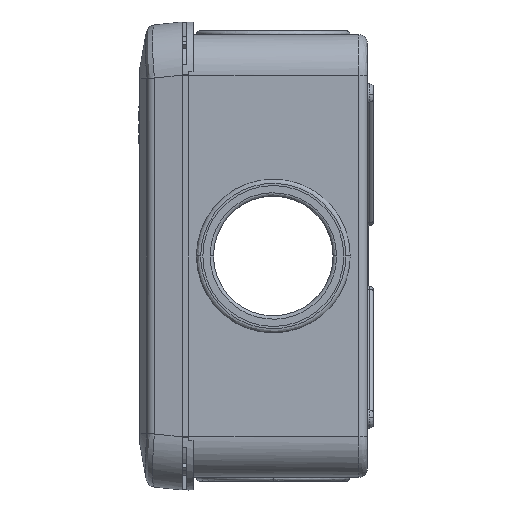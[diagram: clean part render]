
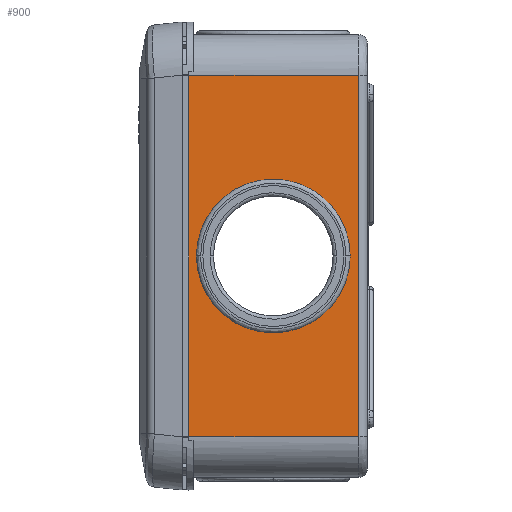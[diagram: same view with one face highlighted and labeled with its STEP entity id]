
A CAD part, left-side view. The second image highlights one B-rep face of the part: STEP entity #900.
In plain terms, the highlighted planar face has unit normal (-1, 0, 0).
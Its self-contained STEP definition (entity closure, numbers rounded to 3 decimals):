
#173 = EDGE_CURVE ( 'NONE', #56852, #92144, #61193, .T. ) ;
#900 = ADVANCED_FACE ( 'NONE', ( #19895, #44791 ), #93738, .F. ) ;
#10273 = DIRECTION ( 'NONE',  ( 0., -1., 0. ) ) ;
#12043 = AXIS2_PLACEMENT_3D ( 'NONE', #64359, #58046, #10273 ) ;
#13482 = EDGE_LOOP ( 'NONE', ( #60262, #62550 ) ) ;
#15274 = ORIENTED_EDGE ( 'NONE', *, *, #28669, .F. ) ;
#19895 = FACE_OUTER_BOUND ( 'NONE', #81418, .T. ) ;
#20373 = CIRCLE ( 'NONE', #31030, 18. ) ;
#21046 = LINE ( 'NONE', #26009, #53428 ) ;
#26009 = CARTESIAN_POINT ( 'NONE',  ( -51.8, -41.3, 42.3 ) ) ;
#28669 = EDGE_CURVE ( 'NONE', #86062, #101033, #32639, .T. ) ;
#31030 = AXIS2_PLACEMENT_3D ( 'NONE', #83251, #67567, #75886 ) ;
#32639 = LINE ( 'NONE', #67432, #51285 ) ;
#32913 = VERTEX_POINT ( 'NONE', #93222 ) ;
#34645 = CARTESIAN_POINT ( 'NONE',  ( -51.8, -41.3, -42.3 ) ) ;
#40029 = LINE ( 'NONE', #100795, #86048 ) ;
#42664 = DIRECTION ( 'NONE',  ( 0., 1., 0. ) ) ;
#44791 = FACE_BOUND ( 'NONE', #13482, .T. ) ;
#46326 = DIRECTION ( 'NONE',  ( 0., -1., 0. ) ) ;
#51285 = VECTOR ( 'NONE', #66754, 1000. ) ;
#53428 = VECTOR ( 'NONE', #57974, 1000. ) ;
#53963 = DIRECTION ( 'NONE',  ( 1., 0., 0. ) ) ;
#54260 = CARTESIAN_POINT ( 'NONE',  ( -51.8, -39.3, 0. ) ) ;
#55369 = CARTESIAN_POINT ( 'NONE',  ( -51.8, -41.3, -42.3 ) ) ;
#56852 = VERTEX_POINT ( 'NONE', #54260 ) ;
#57974 = DIRECTION ( 'NONE',  ( 0., -1., 0. ) ) ;
#58046 = DIRECTION ( 'NONE',  ( -1., 0., 0. ) ) ;
#60262 = ORIENTED_EDGE ( 'NONE', *, *, #173, .F. ) ;
#61193 = CIRCLE ( 'NONE', #12043, 18. ) ;
#61546 = CARTESIAN_POINT ( 'NONE',  ( -51.8, -3.3, 0. ) ) ;
#62550 = ORIENTED_EDGE ( 'NONE', *, *, #80758, .F. ) ;
#62991 = LINE ( 'NONE', #34645, #93994 ) ;
#63453 = CARTESIAN_POINT ( 'NONE',  ( -51.8, -1.5, -42.3 ) ) ;
#64359 = CARTESIAN_POINT ( 'NONE',  ( -51.8, -21.3, 0. ) ) ;
#64439 = EDGE_CURVE ( 'NONE', #101033, #32913, #21046, .T. ) ;
#66754 = DIRECTION ( 'NONE',  ( 0., 0., 1. ) ) ;
#67432 = CARTESIAN_POINT ( 'NONE',  ( -51.8, -1.5, 42.3 ) ) ;
#67567 = DIRECTION ( 'NONE',  ( -1., 0., 0. ) ) ;
#75702 = AXIS2_PLACEMENT_3D ( 'NONE', #93037, #53963, #46326 ) ;
#75886 = DIRECTION ( 'NONE',  ( 0., -1., 0. ) ) ;
#76674 = DIRECTION ( 'NONE',  ( 0., 0., -1. ) ) ;
#80758 = EDGE_CURVE ( 'NONE', #92144, #56852, #20373, .T. ) ;
#81418 = EDGE_LOOP ( 'NONE', ( #87578, #93031, #15274, #96419 ) ) ;
#81875 = EDGE_CURVE ( 'NONE', #32913, #85616, #40029, .T. ) ;
#83251 = CARTESIAN_POINT ( 'NONE',  ( -51.8, -21.3, 0. ) ) ;
#85616 = VERTEX_POINT ( 'NONE', #55369 ) ;
#86048 = VECTOR ( 'NONE', #76674, 1000. ) ;
#86062 = VERTEX_POINT ( 'NONE', #63453 ) ;
#87578 = ORIENTED_EDGE ( 'NONE', *, *, #81875, .F. ) ;
#92144 = VERTEX_POINT ( 'NONE', #61546 ) ;
#93031 = ORIENTED_EDGE ( 'NONE', *, *, #64439, .F. ) ;
#93037 = CARTESIAN_POINT ( 'NONE',  ( -51.8, -41.3, 42.3 ) ) ;
#93222 = CARTESIAN_POINT ( 'NONE',  ( -51.8, -41.3, 42.3 ) ) ;
#93738 = PLANE ( 'NONE',  #75702 ) ;
#93994 = VECTOR ( 'NONE', #42664, 1000. ) ;
#95269 = EDGE_CURVE ( 'NONE', #85616, #86062, #62991, .T. ) ;
#96419 = ORIENTED_EDGE ( 'NONE', *, *, #95269, .F. ) ;
#97452 = CARTESIAN_POINT ( 'NONE',  ( -51.8, -1.5, 42.3 ) ) ;
#100795 = CARTESIAN_POINT ( 'NONE',  ( -51.8, -41.3, -42.3 ) ) ;
#101033 = VERTEX_POINT ( 'NONE', #97452 ) ;
